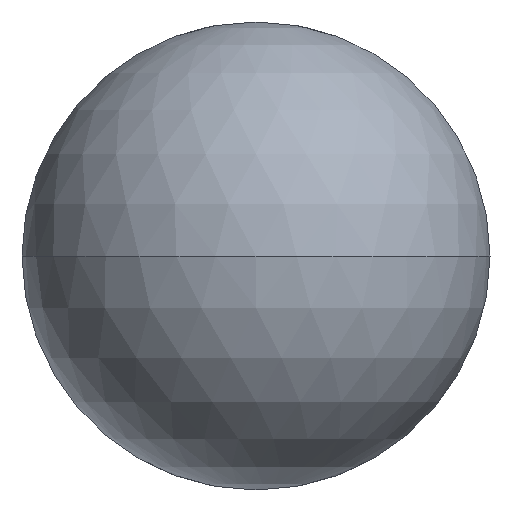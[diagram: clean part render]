
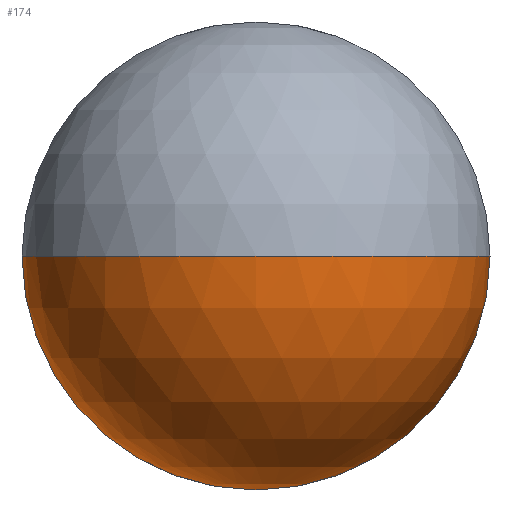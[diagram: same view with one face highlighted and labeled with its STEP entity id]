
A CAD part, front view. The second image highlights one B-rep face of the part: STEP entity #174.
In plain terms, the highlighted spherical face has radius 9.525 mm.
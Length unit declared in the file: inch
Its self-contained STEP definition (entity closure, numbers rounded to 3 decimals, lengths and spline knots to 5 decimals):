
#11 = AXIS2_PLACEMENT_3D ( 'NONE', #232, #271, #482 ) ;
#28 = DIRECTION ( 'NONE',  ( 0., -1., 0. ) ) ;
#34 = DIRECTION ( 'NONE',  ( -1., 0., 0. ) ) ;
#75 = DIRECTION ( 'NONE',  ( 0., 0., -1. ) ) ;
#80 = DIRECTION ( 'NONE',  ( 0., 0., -1. ) ) ;
#127 = AXIS2_PLACEMENT_3D ( 'NONE', #520, #150, #34 ) ;
#145 = EDGE_CURVE ( 'NONE', #222, #259, #417, .T. ) ;
#150 = DIRECTION ( 'NONE',  ( 0., 0., -1. ) ) ;
#151 = CARTESIAN_POINT ( 'NONE',  ( 0., 0.375, -0.375 ) ) ;
#174 = ADVANCED_FACE ( 'NONE', ( #220 ), #407, .T. ) ;
#177 = AXIS2_PLACEMENT_3D ( 'NONE', #304, #80, #274 ) ;
#181 = CARTESIAN_POINT ( 'NONE',  ( 0., 0.375, 0. ) ) ;
#207 = ORIENTED_EDGE ( 'NONE', *, *, #208, .T. ) ;
#208 = EDGE_CURVE ( 'NONE', #222, #488, #241, .T. ) ;
#220 = FACE_OUTER_BOUND ( 'NONE', #276, .T. ) ;
#222 = VERTEX_POINT ( 'NONE', #476 ) ;
#231 = AXIS2_PLACEMENT_3D ( 'NONE', #233, #28, #75 ) ;
#232 = CARTESIAN_POINT ( 'NONE',  ( 0., 0.375, 0. ) ) ;
#233 = CARTESIAN_POINT ( 'NONE',  ( 0., 0.375, 0. ) ) ;
#241 = CIRCLE ( 'NONE', #11, 0.375 ) ;
#259 = VERTEX_POINT ( 'NONE', #516 ) ;
#260 = DIRECTION ( 'NONE',  ( 0., 0., 1. ) ) ;
#271 = DIRECTION ( 'NONE',  ( 0., -1., 0. ) ) ;
#274 = DIRECTION ( 'NONE',  ( -1., 0., 0. ) ) ;
#276 = EDGE_LOOP ( 'NONE', ( #207, #315, #298, #320 ) ) ;
#282 = CIRCLE ( 'NONE', #127, 0.375 ) ;
#295 = AXIS2_PLACEMENT_3D ( 'NONE', #181, #260, #470 ) ;
#298 = ORIENTED_EDGE ( 'NONE', *, *, #307, .T. ) ;
#304 = CARTESIAN_POINT ( 'NONE',  ( 0., 0.375, 0. ) ) ;
#307 = EDGE_CURVE ( 'NONE', #472, #259, #282, .T. ) ;
#315 = ORIENTED_EDGE ( 'NONE', *, *, #485, .T. ) ;
#320 = ORIENTED_EDGE ( 'NONE', *, *, #145, .F. ) ;
#407 = SPHERICAL_SURFACE ( 'NONE', #177, 0.375 ) ;
#413 = CIRCLE ( 'NONE', #231, 0.375 ) ;
#417 = CIRCLE ( 'NONE', #295, 0.375 ) ;
#437 = CARTESIAN_POINT ( 'NONE',  ( 0.375, 0.375, 0. ) ) ;
#470 = DIRECTION ( 'NONE',  ( 1., 0., 0. ) ) ;
#472 = VERTEX_POINT ( 'NONE', #437 ) ;
#476 = CARTESIAN_POINT ( 'NONE',  ( -0.375, 0.375, 0. ) ) ;
#482 = DIRECTION ( 'NONE',  ( 0., 0., -1. ) ) ;
#485 = EDGE_CURVE ( 'NONE', #488, #472, #413, .T. ) ;
#488 = VERTEX_POINT ( 'NONE', #151 ) ;
#516 = CARTESIAN_POINT ( 'NONE',  ( 0., 0., 0. ) ) ;
#520 = CARTESIAN_POINT ( 'NONE',  ( 0., 0.375, 0. ) ) ;
